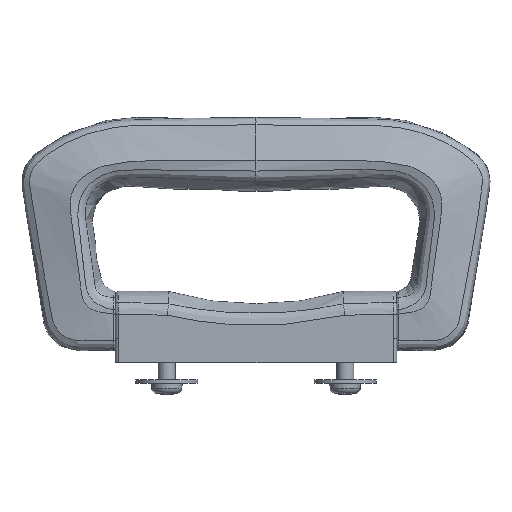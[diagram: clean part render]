
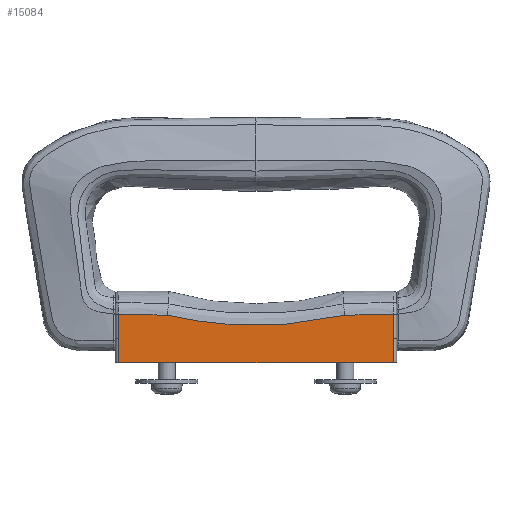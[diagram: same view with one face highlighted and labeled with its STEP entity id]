
A CAD part, top view. The second image highlights one B-rep face of the part: STEP entity #15084.
In plain terms, the highlighted planar face has unit normal (0, 0, 1).
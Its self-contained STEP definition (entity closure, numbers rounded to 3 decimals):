
#755 = CARTESIAN_POINT ( 'NONE',  ( -21.652, 12.91, 10.5 ) ) ;
#843 = LINE ( 'NONE', #6575, #13180 ) ;
#895 = LINE ( 'NONE', #1050, #13225 ) ;
#946 = CARTESIAN_POINT ( 'NONE',  ( -28.11, 13.866, 10.5 ) ) ;
#947 = CARTESIAN_POINT ( 'NONE',  ( 34.346, 14.006, 10.5 ) ) ;
#1050 = CARTESIAN_POINT ( 'NONE',  ( -40., 7., 10.5 ) ) ;
#1066 = LINE ( 'NONE', #5747, #10629 ) ;
#1129 = ORIENTED_EDGE ( 'NONE', *, *, #6088, .T. ) ;
#1258 = VERTEX_POINT ( 'NONE', #8271 ) ;
#1656 = CARTESIAN_POINT ( 'NONE',  ( 25.917, 13.82, 10.5 ) ) ;
#1932 = CARTESIAN_POINT ( 'NONE',  ( 23.79, 13.337, 10.5 ) ) ;
#1973 = B_SPLINE_CURVE_WITH_KNOTS ( 'NONE', 3,
 ( #15246, #12846, #947, #9329, #2164, #10537, #3394, #11728, #4588, #12903 ),
 .UNSPECIFIED., .F., .F.,
 ( 4, 3, 3, 4 ),
 ( 0.001, 0.009, 0.012, 0.015 ),
 .UNSPECIFIED. ) ;
#1986 = CARTESIAN_POINT ( 'NONE',  ( -25.917, 13.82, 10.5 ) ) ;
#2080 = DIRECTION ( 'NONE',  ( 0., 1., 0. ) ) ;
#2163 = CARTESIAN_POINT ( 'NONE',  ( -30.576, 13.92, 10.5 ) ) ;
#2164 = CARTESIAN_POINT ( 'NONE',  ( 30.749, 13.925, 10.5 ) ) ;
#2276 = DIRECTION ( 'NONE',  ( 0., -1., 0. ) ) ;
#2308 = EDGE_CURVE ( 'NONE', #8793, #13211, #895, .T. ) ;
#2818 = EDGE_CURVE ( 'NONE', #5942, #12652, #6661, .T. ) ;
#3153 = CARTESIAN_POINT ( 'NONE',  ( 21.652, 12.91, 10.5 ) ) ;
#3385 = CARTESIAN_POINT ( 'NONE',  ( -40., 0., 10.5 ) ) ;
#3393 = CARTESIAN_POINT ( 'NONE',  ( -33.313, 13.983, 10.5 ) ) ;
#3394 = CARTESIAN_POINT ( 'NONE',  ( 29.207, 13.89, 10.5 ) ) ;
#3623 = ORIENTED_EDGE ( 'NONE', *, *, #14580, .T. ) ;
#3733 = DIRECTION ( 'NONE',  ( 0., 1., 0. ) ) ;
#3833 = VECTOR ( 'NONE', #3733, 1000. ) ;
#4056 = ORIENTED_EDGE ( 'NONE', *, *, #2308, .T. ) ;
#4100 = ORIENTED_EDGE ( 'NONE', *, *, #11200, .T. ) ;
#4351 = CARTESIAN_POINT ( 'NONE',  ( 15.193, 11.865, 10.5 ) ) ;
#4587 = CARTESIAN_POINT ( 'NONE',  ( -35.944, 14.044, 10.5 ) ) ;
#4588 = CARTESIAN_POINT ( 'NONE',  ( 27.014, 13.843, 10.5 ) ) ;
#4921 = CARTESIAN_POINT ( 'NONE',  ( 40., 14.165, 10.5 ) ) ;
#5012 = LINE ( 'NONE', #14010, #7449 ) ;
#5307 = ORIENTED_EDGE ( 'NONE', *, *, #5390, .T. ) ;
#5337 = AXIS2_PLACEMENT_3D ( 'NONE', #10550, #12920, #5800 ) ;
#5390 = EDGE_CURVE ( 'NONE', #12652, #8793, #12863, .T. ) ;
#5532 = VERTEX_POINT ( 'NONE', #9710 ) ;
#5537 = CARTESIAN_POINT ( 'NONE',  ( 4.358, 10.865, 10.5 ) ) ;
#5747 = CARTESIAN_POINT ( 'NONE',  ( -40., 0., 10.5 ) ) ;
#5782 = CARTESIAN_POINT ( 'NONE',  ( -38.173, 14.097, 10.5 ) ) ;
#5800 = DIRECTION ( 'NONE',  ( 0.007, 1., 0. ) ) ;
#5942 = VERTEX_POINT ( 'NONE', #1656 ) ;
#6018 = EDGE_CURVE ( 'NONE', #5532, #1258, #5012, .T. ) ;
#6088 = EDGE_CURVE ( 'NONE', #13211, #15325, #1066, .T. ) ;
#6523 = CARTESIAN_POINT ( 'NONE',  ( -40., 14.141, 10.5 ) ) ;
#6537 = EDGE_LOOP ( 'NONE', ( #4056, #1129, #14861, #12886, #3623, #4100, #14020, #5307 ) ) ;
#6575 = CARTESIAN_POINT ( 'NONE',  ( 41., 0., 10.5 ) ) ;
#6661 = B_SPLINE_CURVE_WITH_KNOTS ( 'NONE', 3,
 ( #10297, #1932, #3153, #11492, #4351, #12660, #5537, #13853, #6746, #15056, #7943, #755, #9141, #1986 ),
 .UNSPECIFIED., .F., .F.,
 ( 4, 2, 2, 2, 2, 2, 4 ),
 ( 0., 0.007, 0.013, 0.026, 0.039, 0.046, 0.052 ),
 .UNSPECIFIED. ) ;
#6746 = CARTESIAN_POINT ( 'NONE',  ( -8.711, 11.12, 10.5 ) ) ;
#6987 = CARTESIAN_POINT ( 'NONE',  ( -40., 14.141, 10.5 ) ) ;
#7449 = VECTOR ( 'NONE', #2080, 1000. ) ;
#7943 = CARTESIAN_POINT ( 'NONE',  ( -17.352, 12.174, 10.5 ) ) ;
#8082 = CARTESIAN_POINT ( 'NONE',  ( -27.014, 13.843, 10.5 ) ) ;
#8271 = CARTESIAN_POINT ( 'NONE',  ( 40., 7., 10.5 ) ) ;
#8793 = VERTEX_POINT ( 'NONE', #6523 ) ;
#8880 = EDGE_CURVE ( 'NONE', #5532, #15325, #843, .T. ) ;
#9141 = CARTESIAN_POINT ( 'NONE',  ( -23.79, 13.337, 10.5 ) ) ;
#9219 = CARTESIAN_POINT ( 'NONE',  ( -25.917, 13.82, 10.5 ) ) ;
#9311 = CARTESIAN_POINT ( 'NONE',  ( -25.917, 13.82, 10.5 ) ) ;
#9328 = CARTESIAN_POINT ( 'NONE',  ( -29.207, 13.89, 10.5 ) ) ;
#9329 = CARTESIAN_POINT ( 'NONE',  ( 31.52, 13.942, 10.5 ) ) ;
#9710 = CARTESIAN_POINT ( 'NONE',  ( 40., 0., 10.5 ) ) ;
#9788 = LINE ( 'NONE', #4921, #3833 ) ;
#10297 = CARTESIAN_POINT ( 'NONE',  ( 25.917, 13.82, 10.5 ) ) ;
#10350 = FACE_OUTER_BOUND ( 'NONE', #6537, .T. ) ;
#10536 = CARTESIAN_POINT ( 'NONE',  ( -31.944, 13.952, 10.5 ) ) ;
#10537 = CARTESIAN_POINT ( 'NONE',  ( 29.978, 13.907, 10.5 ) ) ;
#10550 = CARTESIAN_POINT ( 'NONE',  ( -25.601, 3.907, 10.5 ) ) ;
#10629 = VECTOR ( 'NONE', #11690, 1000. ) ;
#11075 = CARTESIAN_POINT ( 'NONE',  ( -40., 7., 10.5 ) ) ;
#11200 = EDGE_CURVE ( 'NONE', #11518, #5942, #1973, .T. ) ;
#11318 = DIRECTION ( 'NONE',  ( -1., 0., 0. ) ) ;
#11492 = CARTESIAN_POINT ( 'NONE',  ( 17.354, 12.174, 10.5 ) ) ;
#11518 = VERTEX_POINT ( 'NONE', #13201 ) ;
#11690 = DIRECTION ( 'NONE',  ( 0., -1., 0. ) ) ;
#11727 = CARTESIAN_POINT ( 'NONE',  ( -34.628, 14.014, 10.5 ) ) ;
#11728 = CARTESIAN_POINT ( 'NONE',  ( 28.11, 13.866, 10.5 ) ) ;
#12652 = VERTEX_POINT ( 'NONE', #9311 ) ;
#12660 = CARTESIAN_POINT ( 'NONE',  ( 8.703, 11.12, 10.5 ) ) ;
#12846 = CARTESIAN_POINT ( 'NONE',  ( 37.173, 14.073, 10.5 ) ) ;
#12863 = B_SPLINE_CURVE_WITH_KNOTS ( 'NONE', 3,
 ( #9219, #8082, #946, #9328, #2163, #10536, #3393, #11727, #4587, #12902, #5782, #14098, #6987 ),
 .UNSPECIFIED., .F., .F.,
 ( 4, 3, 3, 3, 4 ),
 ( 0., 0.003, 0.007, 0.011, 0.014 ),
 .UNSPECIFIED. ) ;
#12886 = ORIENTED_EDGE ( 'NONE', *, *, #6018, .T. ) ;
#12902 = CARTESIAN_POINT ( 'NONE',  ( -37.259, 14.076, 10.5 ) ) ;
#12903 = CARTESIAN_POINT ( 'NONE',  ( 25.917, 13.82, 10.5 ) ) ;
#12920 = DIRECTION ( 'NONE',  ( 0., 0., 1. ) ) ;
#13180 = VECTOR ( 'NONE', #11318, 1000. ) ;
#13201 = CARTESIAN_POINT ( 'NONE',  ( 40., 14.141, 10.5 ) ) ;
#13211 = VERTEX_POINT ( 'NONE', #11075 ) ;
#13225 = VECTOR ( 'NONE', #2276, 1000. ) ;
#13853 = CARTESIAN_POINT ( 'NONE',  ( -4.369, 10.866, 10.5 ) ) ;
#14010 = CARTESIAN_POINT ( 'NONE',  ( 40., 7., 10.5 ) ) ;
#14020 = ORIENTED_EDGE ( 'NONE', *, *, #2818, .T. ) ;
#14098 = CARTESIAN_POINT ( 'NONE',  ( -39.086, 14.119, 10.5 ) ) ;
#14580 = EDGE_CURVE ( 'NONE', #1258, #11518, #9788, .T. ) ;
#14861 = ORIENTED_EDGE ( 'NONE', *, *, #8880, .F. ) ;
#15056 = CARTESIAN_POINT ( 'NONE',  ( -15.195, 11.865, 10.5 ) ) ;
#15084 = ADVANCED_FACE ( 'NONE', ( #10350 ), #15262, .T. ) ;
#15246 = CARTESIAN_POINT ( 'NONE',  ( 40., 14.141, 10.5 ) ) ;
#15262 = PLANE ( 'NONE',  #5337 ) ;
#15325 = VERTEX_POINT ( 'NONE', #3385 ) ;
